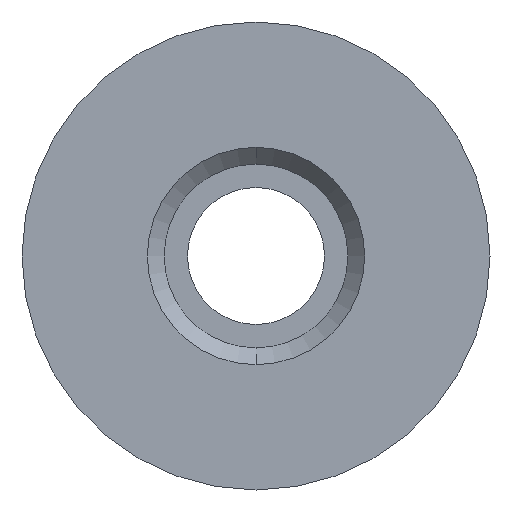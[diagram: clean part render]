
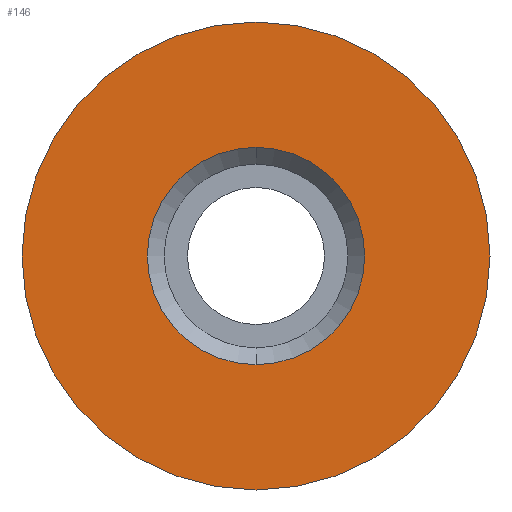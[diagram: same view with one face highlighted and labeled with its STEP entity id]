
A CAD part, front view. The second image highlights one B-rep face of the part: STEP entity #146.
In plain terms, the highlighted planar face has unit normal (0, -1, 0).
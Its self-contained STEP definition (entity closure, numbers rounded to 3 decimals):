
#5 = CARTESIAN_POINT ( 'NONE',  ( 0., 0., -6.5 ) ) ;
#6 = ORIENTED_EDGE ( 'NONE', *, *, #523, .T. ) ;
#11 = CIRCLE ( 'NONE', #75, 14. ) ;
#43 = DIRECTION ( 'NONE',  ( 0., 0., -1. ) ) ;
#51 = DIRECTION ( 'NONE',  ( 0., -1., 0. ) ) ;
#75 = AXIS2_PLACEMENT_3D ( 'NONE', #363, #237, #365 ) ;
#82 = CARTESIAN_POINT ( 'NONE',  ( 0., 0., 6.5 ) ) ;
#99 = VERTEX_POINT ( 'NONE', #283 ) ;
#112 = CIRCLE ( 'NONE', #364, 14. ) ;
#118 = CARTESIAN_POINT ( 'NONE',  ( 0., 0., -14. ) ) ;
#120 = DIRECTION ( 'NONE',  ( 0., 0., -1. ) ) ;
#139 = VERTEX_POINT ( 'NONE', #118 ) ;
#146 = ADVANCED_FACE ( 'NONE', ( #250, #168 ), #404, .T. ) ;
#149 = ORIENTED_EDGE ( 'NONE', *, *, #320, .T. ) ;
#151 = CIRCLE ( 'NONE', #205, 6.5 ) ;
#168 = FACE_BOUND ( 'NONE', #312, .T. ) ;
#182 = ORIENTED_EDGE ( 'NONE', *, *, #458, .F. ) ;
#205 = AXIS2_PLACEMENT_3D ( 'NONE', #224, #214, #472 ) ;
#214 = DIRECTION ( 'NONE',  ( 0., -1., 0. ) ) ;
#221 = VERTEX_POINT ( 'NONE', #82 ) ;
#223 = CARTESIAN_POINT ( 'NONE',  ( 0., 0., 0. ) ) ;
#224 = CARTESIAN_POINT ( 'NONE',  ( 0., 0., 0. ) ) ;
#237 = DIRECTION ( 'NONE',  ( 0., -1., 0. ) ) ;
#238 = CARTESIAN_POINT ( 'NONE',  ( 6.5, 0., 0. ) ) ;
#250 = FACE_OUTER_BOUND ( 'NONE', #405, .T. ) ;
#283 = CARTESIAN_POINT ( 'NONE',  ( 0., 0., 14. ) ) ;
#292 = CARTESIAN_POINT ( 'NONE',  ( 0., 0., 0. ) ) ;
#312 = EDGE_LOOP ( 'NONE', ( #529, #182 ) ) ;
#320 = EDGE_CURVE ( 'NONE', #139, #99, #112, .T. ) ;
#351 = CIRCLE ( 'NONE', #393, 6.5 ) ;
#363 = CARTESIAN_POINT ( 'NONE',  ( 0., 0., 0. ) ) ;
#364 = AXIS2_PLACEMENT_3D ( 'NONE', #292, #375, #43 ) ;
#365 = DIRECTION ( 'NONE',  ( 0., 0., -1. ) ) ;
#375 = DIRECTION ( 'NONE',  ( 0., -1., 0. ) ) ;
#387 = VERTEX_POINT ( 'NONE', #5 ) ;
#391 = AXIS2_PLACEMENT_3D ( 'NONE', #238, #530, #120 ) ;
#393 = AXIS2_PLACEMENT_3D ( 'NONE', #223, #51, #513 ) ;
#401 = EDGE_CURVE ( 'NONE', #387, #221, #351, .T. ) ;
#404 = PLANE ( 'NONE',  #391 ) ;
#405 = EDGE_LOOP ( 'NONE', ( #149, #6 ) ) ;
#458 = EDGE_CURVE ( 'NONE', #221, #387, #151, .T. ) ;
#472 = DIRECTION ( 'NONE',  ( 0., 0., -1. ) ) ;
#513 = DIRECTION ( 'NONE',  ( 0., 0., -1. ) ) ;
#523 = EDGE_CURVE ( 'NONE', #99, #139, #11, .T. ) ;
#529 = ORIENTED_EDGE ( 'NONE', *, *, #401, .F. ) ;
#530 = DIRECTION ( 'NONE',  ( 0., -1., 0. ) ) ;
